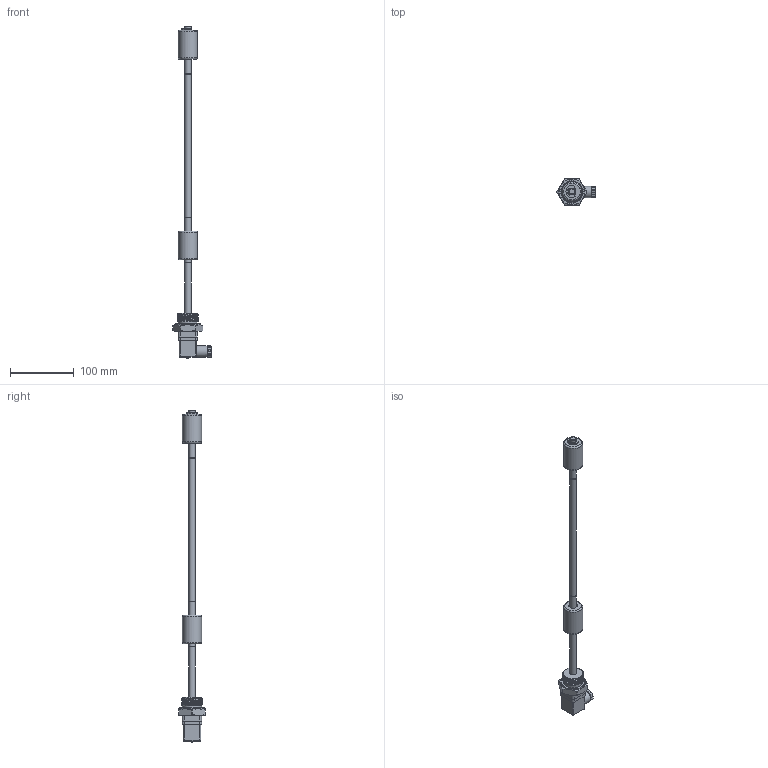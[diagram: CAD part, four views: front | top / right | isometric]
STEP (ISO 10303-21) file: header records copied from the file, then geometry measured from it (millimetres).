
FILE_DESCRIPTION(/* description */ (''),/* implementation_level */ '2;1');
FILE_NAME(/* name */ 'LC100-450NC150NCSGB G1外螺纹赫斯曼插头接口.stp',/* time_stamp */ '2023-02-25T11:53:44+08:00',/* author */ (''),/* organization */ (''),/* preprocessor_version */ 'ST-DEVELOPER v16',/* originating_system */ 'SIEMENS PLM Software NX 10.0',/* authorisation */ '');
FILE_SCHEMA (('CONFIG_CONTROL_DESIGN'));
Length unit declared in the file: millimetre
Products named in the file (1): LC100-450NC150NCSGB
Bounding box: 60 x 41 x 519.7 mm (x, y, z)
Volume: 127934.3 mm3; surface area: 58289.1 mm2
Topology: 6 solids, 8 shells, 318 faces, 740 edges, 461 vertices
Faces by surface type: cylinder 164, plane 126, cone 14, torus 7, sphere 4, bspline 3
Full cylindrical faces by diameter (mm): 3.4 x2, 8 x1, 9 x5, 10 x6, 14 x1, 18 x1, 29.9 x1, 30 x2, 36 x1, 40 x1
Entity records: 9791 total; most frequent: CARTESIAN_POINT 2520, DIRECTION 1580, ORIENTED_EDGE 1382, EDGE_CURVE 691, AXIS2_PLACEMENT_3D 617, VERTEX_POINT 447, EDGE_LOOP 390, LINE 346
